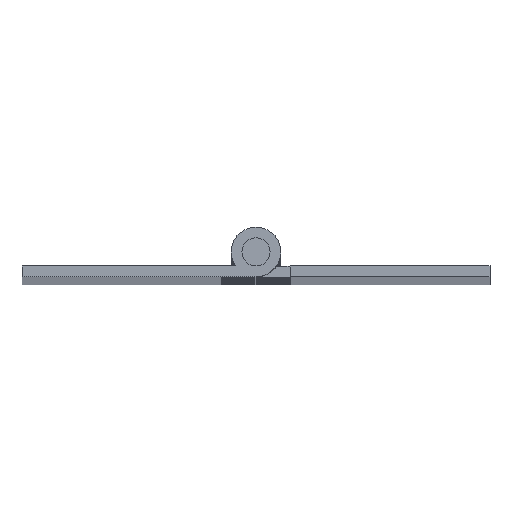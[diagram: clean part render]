
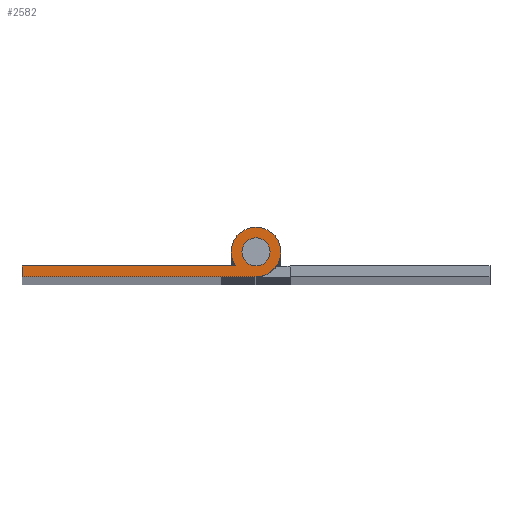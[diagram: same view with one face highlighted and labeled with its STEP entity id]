
A CAD part, top view. The second image highlights one B-rep face of the part: STEP entity #2582.
In plain terms, the highlighted planar face has unit normal (0, 0, 1).
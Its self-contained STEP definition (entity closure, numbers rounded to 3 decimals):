
#31 = CARTESIAN_POINT ( 'NONE',  ( 0., 0., 500. ) ) ;
#51 = DIRECTION ( 'NONE',  ( 1., 0., 0. ) ) ;
#101 = DIRECTION ( 'NONE',  ( 1., 0., 0. ) ) ;
#104 = DIRECTION ( 'NONE',  ( 0., 0., 1. ) ) ;
#146 = CARTESIAN_POINT ( 'NONE',  ( 0., 0., 500. ) ) ;
#169 = CARTESIAN_POINT ( 'NONE',  ( 0., 0., 500. ) ) ;
#225 = DIRECTION ( 'NONE',  ( 1., 0., 0. ) ) ;
#241 = DIRECTION ( 'NONE',  ( 0., 0., 1. ) ) ;
#285 = DIRECTION ( 'NONE',  ( 0., 0., 1. ) ) ;
#461 = VERTEX_POINT ( 'NONE', #5536 ) ;
#468 = VERTEX_POINT ( 'NONE', #5529 ) ;
#483 = ORIENTED_EDGE ( 'NONE', *, *, #2491, .T. ) ;
#484 = ORIENTED_EDGE ( 'NONE', *, *, #2037, .T. ) ;
#486 = ORIENTED_EDGE ( 'NONE', *, *, #2049, .T. ) ;
#487 = ORIENTED_EDGE ( 'NONE', *, *, #2038, .T. ) ;
#489 = ORIENTED_EDGE ( 'NONE', *, *, #2627, .T. ) ;
#499 = ORIENTED_EDGE ( 'NONE', *, *, #2493, .F. ) ;
#501 = ORIENTED_EDGE ( 'NONE', *, *, #2453, .T. ) ;
#532 = ORIENTED_EDGE ( 'NONE', *, *, #2851, .F. ) ;
#840 = LINE ( 'NONE', #1582, #1193 ) ;
#881 = LINE ( 'NONE', #1643, #1116 ) ;
#1045 = CIRCLE ( 'NONE', #1084, 3. ) ;
#1084 = AXIS2_PLACEMENT_3D ( 'NONE', #4447, #4516, #4445 ) ;
#1104 = CIRCLE ( 'NONE', #1137, 5.3 ) ;
#1116 = VECTOR ( 'NONE', #1639, 1000. ) ;
#1118 = CIRCLE ( 'NONE', #1251, 5.3 ) ;
#1127 = CIRCLE ( 'NONE', #1153, 3. ) ;
#1137 = AXIS2_PLACEMENT_3D ( 'NONE', #169, #241, #51 ) ;
#1153 = AXIS2_PLACEMENT_3D ( 'NONE', #1539, #1467, #1456 ) ;
#1193 = VECTOR ( 'NONE', #1660, 1000. ) ;
#1238 = CIRCLE ( 'NONE', #1240, 5.3 ) ;
#1240 = AXIS2_PLACEMENT_3D ( 'NONE', #146, #285, #225 ) ;
#1247 = VECTOR ( 'NONE', #4275, 1000. ) ;
#1251 = AXIS2_PLACEMENT_3D ( 'NONE', #31, #104, #101 ) ;
#1384 = AXIS2_PLACEMENT_3D ( 'NONE', #4775, #4797, #4770 ) ;
#1456 = DIRECTION ( 'NONE',  ( 1., 0., 0. ) ) ;
#1467 = DIRECTION ( 'NONE',  ( 0., 0., 1. ) ) ;
#1539 = CARTESIAN_POINT ( 'NONE',  ( 0., 0., 500. ) ) ;
#1582 = CARTESIAN_POINT ( 'NONE',  ( -50., -5.3, 500. ) ) ;
#1639 = DIRECTION ( 'NONE',  ( -1., 0., 0. ) ) ;
#1643 = CARTESIAN_POINT ( 'NONE',  ( -50., -3., 500. ) ) ;
#1660 = DIRECTION ( 'NONE',  ( 0., -1., 0. ) ) ;
#1768 = CARTESIAN_POINT ( 'NONE',  ( -3., 0., 500. ) ) ;
#1838 = CARTESIAN_POINT ( 'NONE',  ( -5.3, 0., 500. ) ) ;
#2037 = EDGE_CURVE ( 'NONE', #468, #3905, #1118, .T. ) ;
#2038 = EDGE_CURVE ( 'NONE', #3905, #3960, #1238, .T. ) ;
#2049 = EDGE_CURVE ( 'NONE', #3960, #461, #1104, .T. ) ;
#2101 = CARTESIAN_POINT ( 'NONE',  ( 3., 0., 500. ) ) ;
#2105 = CARTESIAN_POINT ( 'NONE',  ( -50., -5.3, 500. ) ) ;
#2133 = CARTESIAN_POINT ( 'NONE',  ( 5.3, 0., 500. ) ) ;
#2181 = CARTESIAN_POINT ( 'NONE',  ( -50., -3., 500. ) ) ;
#2453 = EDGE_CURVE ( 'NONE', #3862, #3917, #840, .T. ) ;
#2491 = EDGE_CURVE ( 'NONE', #461, #3862, #881, .T. ) ;
#2493 = EDGE_CURVE ( 'NONE', #3947, #3966, #1127, .T. ) ;
#2582 = ADVANCED_FACE ( 'NONE', ( #4905, #4906 ), #4800, .T. ) ;
#2627 = EDGE_CURVE ( 'NONE', #3917, #468, #4969, .T. ) ;
#2851 = EDGE_CURVE ( 'NONE', #3966, #3947, #1045, .T. ) ;
#3270 = EDGE_LOOP ( 'NONE', ( #484, #487, #486, #483, #501, #489 ) ) ;
#3271 = EDGE_LOOP ( 'NONE', ( #532, #499 ) ) ;
#3862 = VERTEX_POINT ( 'NONE', #2181 ) ;
#3905 = VERTEX_POINT ( 'NONE', #2133 ) ;
#3917 = VERTEX_POINT ( 'NONE', #2105 ) ;
#3947 = VERTEX_POINT ( 'NONE', #2101 ) ;
#3960 = VERTEX_POINT ( 'NONE', #1838 ) ;
#3966 = VERTEX_POINT ( 'NONE', #1768 ) ;
#4275 = DIRECTION ( 'NONE',  ( 1., 0., 0. ) ) ;
#4276 = CARTESIAN_POINT ( 'NONE',  ( 0., -5.3, 500. ) ) ;
#4445 = DIRECTION ( 'NONE',  ( 1., 0., 0. ) ) ;
#4447 = CARTESIAN_POINT ( 'NONE',  ( 0., 0., 500. ) ) ;
#4516 = DIRECTION ( 'NONE',  ( 0., 0., 1. ) ) ;
#4770 = DIRECTION ( 'NONE',  ( 1., 0., 0. ) ) ;
#4775 = CARTESIAN_POINT ( 'NONE',  ( 0., 0., 500. ) ) ;
#4797 = DIRECTION ( 'NONE',  ( 0., 0., 1. ) ) ;
#4800 = PLANE ( 'NONE',  #1384 ) ;
#4905 = FACE_OUTER_BOUND ( 'NONE', #3270, .T. ) ;
#4906 = FACE_BOUND ( 'NONE', #3271, .T. ) ;
#4969 = LINE ( 'NONE', #4276, #1247 ) ;
#5529 = CARTESIAN_POINT ( 'NONE',  ( 0., -5.3, 500. ) ) ;
#5536 = CARTESIAN_POINT ( 'NONE',  ( -4.369, -3., 500. ) ) ;
